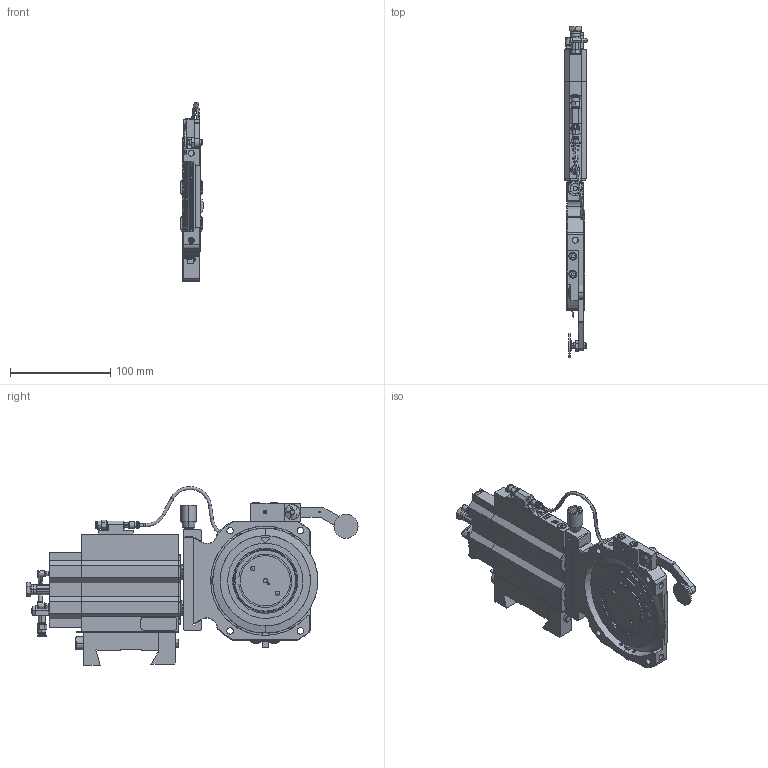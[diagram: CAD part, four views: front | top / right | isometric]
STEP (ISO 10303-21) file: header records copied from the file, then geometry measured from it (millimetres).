
FILE_DESCRIPTION (( 'STEP AP214' ), '1' );
FILE_NAME ('P3105-0005.STEP', '2022-06-23T13:23:52', ( '' ), ( '' ), 'SwSTEP 2.0', 'SolidWorks 2021', '' );
FILE_SCHEMA (( 'AUTOMOTIVE_DESIGN' ));
Length unit declared in the file: inch
Products named in the file (1): P3105-0005
Bounding box: 23.36 x 330.94 x 178.36 mm (x, y, z)
Surface area: 149243.3 mm2 (no closed solid volume)
Topology: 0 solids, 100 shells, 1029 faces, 3632 edges, 2700 vertices
Faces by surface type: plane 491, cylinder 345, cone 143, torus 26, bspline 24
Entity records: 57891 total; most frequent: CARTESIAN_POINT 13510, DIRECTION 6445, ORIENTED_EDGE 5864, EDGE_CURVE 3626, VERTEX_POINT 2700, AXIS2_PLACEMENT_3D 2337, VECTOR 1771, LINE 1771
